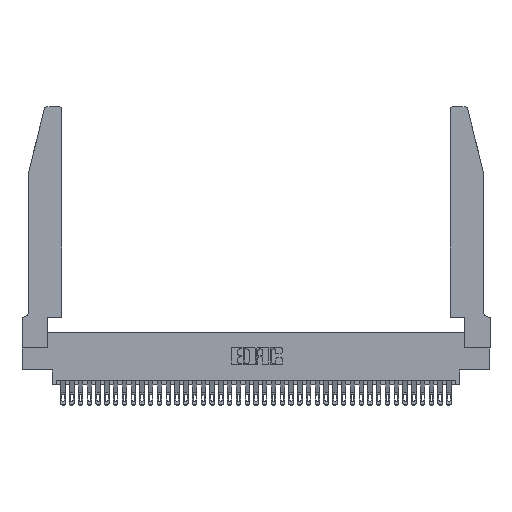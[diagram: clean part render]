
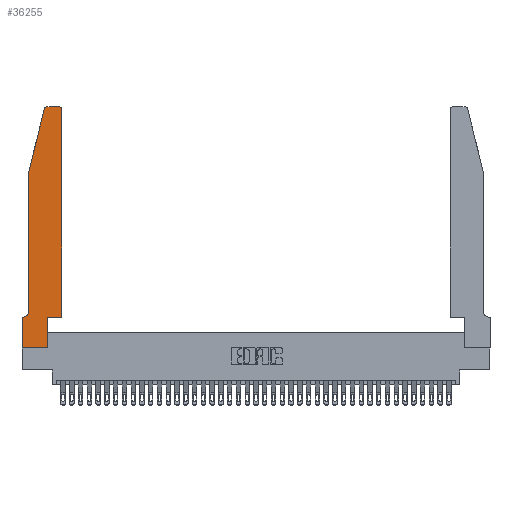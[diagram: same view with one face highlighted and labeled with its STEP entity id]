
A CAD part, top view. The second image highlights one B-rep face of the part: STEP entity #36255.
In plain terms, the highlighted planar face has unit normal (0, 0, 1).
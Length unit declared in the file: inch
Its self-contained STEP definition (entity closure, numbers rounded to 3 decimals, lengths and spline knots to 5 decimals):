
#1111 = CARTESIAN_POINT ( 'NONE',  ( 0.0755, 2., 0.37 ) ) ;
#1119 = LINE ( 'NONE', #26342, #16728 ) ;
#1299 = VERTEX_POINT ( 'NONE', #33539 ) ;
#1302 = EDGE_CURVE ( 'NONE', #13110, #36330, #17749, .T. ) ;
#1679 = ORIENTED_EDGE ( 'NONE', *, *, #5637, .T. ) ;
#1770 = DIRECTION ( 'NONE',  ( 0., 0., 1. ) ) ;
#2363 = CIRCLE ( 'NONE', #37001, 0.03 ) ;
#2374 = CARTESIAN_POINT ( 'NONE',  ( 0.0755, 2., 0.37 ) ) ;
#4135 = CARTESIAN_POINT ( 'NONE',  ( 0.2865, 0., 0.37 ) ) ;
#4360 = ORIENTED_EDGE ( 'NONE', *, *, #4764, .T. ) ;
#4764 = EDGE_CURVE ( 'NONE', #15464, #6941, #25240, .T. ) ;
#4781 = PLANE ( 'NONE',  #24553 ) ;
#5186 = CIRCLE ( 'NONE', #24489, 0.07 ) ;
#5212 = EDGE_CURVE ( 'NONE', #23174, #1299, #9747, .T. ) ;
#5253 = DIRECTION ( 'NONE',  ( 0., 0., 1. ) ) ;
#5637 = EDGE_CURVE ( 'NONE', #1299, #38363, #2363, .T. ) ;
#5752 = DIRECTION ( 'NONE',  ( 0., -1., 0. ) ) ;
#6130 = CARTESIAN_POINT ( 'NONE',  ( 0.4505, 0.35, 0.37 ) ) ;
#6162 = CARTESIAN_POINT ( 'NONE',  ( 0.25487, 2.72718, 0.37 ) ) ;
#6653 = VERTEX_POINT ( 'NONE', #25435 ) ;
#6731 = VERTEX_POINT ( 'NONE', #1111 ) ;
#6940 = LINE ( 'NONE', #30393, #22451 ) ;
#6941 = VERTEX_POINT ( 'NONE', #39177 ) ;
#9282 = ORIENTED_EDGE ( 'NONE', *, *, #12648, .T. ) ;
#9360 = ORIENTED_EDGE ( 'NONE', *, *, #31572, .T. ) ;
#9747 = LINE ( 'NONE', #12695, #16984 ) ;
#9823 = VECTOR ( 'NONE', #37392, 39.37008 ) ;
#10497 = ORIENTED_EDGE ( 'NONE', *, *, #22330, .T. ) ;
#10799 = LINE ( 'NONE', #12708, #9823 ) ;
#11705 = EDGE_CURVE ( 'NONE', #13532, #28842, #15708, .T. ) ;
#12164 = DIRECTION ( 'NONE',  ( 0., 0., 1. ) ) ;
#12648 = EDGE_CURVE ( 'NONE', #28842, #15464, #13697, .T. ) ;
#12695 = CARTESIAN_POINT ( 'NONE',  ( 0.2605, 2.75, 0.37 ) ) ;
#12708 = CARTESIAN_POINT ( 'NONE',  ( 0.0755, 0.35, 0.37 ) ) ;
#13110 = VERTEX_POINT ( 'NONE', #17669 ) ;
#13532 = VERTEX_POINT ( 'NONE', #4135 ) ;
#13608 = VERTEX_POINT ( 'NONE', #16927 ) ;
#13697 = LINE ( 'NONE', #6130, #30155 ) ;
#14166 = CARTESIAN_POINT ( 'NONE',  ( 0.0055, 0.42, 0.37 ) ) ;
#14648 = ORIENTED_EDGE ( 'NONE', *, *, #25676, .T. ) ;
#15464 = VERTEX_POINT ( 'NONE', #26787 ) ;
#15576 = EDGE_CURVE ( 'NONE', #38363, #6731, #29801, .T. ) ;
#15708 = LINE ( 'NONE', #33014, #22919 ) ;
#15775 = DIRECTION ( 'NONE',  ( -1., 0., 0. ) ) ;
#16728 = VECTOR ( 'NONE', #29490, 39.37008 ) ;
#16794 = ORIENTED_EDGE ( 'NONE', *, *, #29976, .T. ) ;
#16927 = CARTESIAN_POINT ( 'NONE',  ( 0.0055, 0.35, 0.37 ) ) ;
#16984 = VECTOR ( 'NONE', #15775, 39.37008 ) ;
#17023 = VECTOR ( 'NONE', #19845, 39.37008 ) ;
#17279 = DIRECTION ( 'NONE',  ( -1., 0., 0. ) ) ;
#17669 = CARTESIAN_POINT ( 'NONE',  ( 0., 0.35, 0.37 ) ) ;
#17749 = LINE ( 'NONE', #24306, #25922 ) ;
#17891 = DIRECTION ( 'NONE',  ( -0.239, -0.971, 0. ) ) ;
#18648 = ORIENTED_EDGE ( 'NONE', *, *, #15576, .T. ) ;
#19428 = ORIENTED_EDGE ( 'NONE', *, *, #24220, .T. ) ;
#19845 = DIRECTION ( 'NONE',  ( 0., 1., 0. ) ) ;
#20404 = CARTESIAN_POINT ( 'NONE',  ( 0., 0.35, 0.37 ) ) ;
#22330 = EDGE_CURVE ( 'NONE', #6653, #13608, #5186, .T. ) ;
#22451 = VECTOR ( 'NONE', #33492, 39.37008 ) ;
#22919 = VECTOR ( 'NONE', #36093, 39.37008 ) ;
#23174 = VERTEX_POINT ( 'NONE', #30492 ) ;
#23477 = DIRECTION ( 'NONE',  ( 1., 0., 0. ) ) ;
#23746 = ORIENTED_EDGE ( 'NONE', *, *, #5212, .T. ) ;
#23810 = CARTESIAN_POINT ( 'NONE',  ( 0.284, 2.72, 0.37 ) ) ;
#24007 = AXIS2_PLACEMENT_3D ( 'NONE', #30669, #12164, #33779 ) ;
#24220 = EDGE_CURVE ( 'NONE', #6941, #23174, #32189, .T. ) ;
#24306 = CARTESIAN_POINT ( 'NONE',  ( 0., 0., 0.37 ) ) ;
#24489 = AXIS2_PLACEMENT_3D ( 'NONE', #14166, #35773, #17279 ) ;
#24553 = AXIS2_PLACEMENT_3D ( 'NONE', #20404, #1770, #23477 ) ;
#25240 = LINE ( 'NONE', #32154, #17023 ) ;
#25435 = CARTESIAN_POINT ( 'NONE',  ( 0.0755, 0.42, 0.37 ) ) ;
#25676 = EDGE_CURVE ( 'NONE', #36330, #13532, #6940, .T. ) ;
#25922 = VECTOR ( 'NONE', #5752, 39.37008 ) ;
#26342 = CARTESIAN_POINT ( 'NONE',  ( 0.0755, 2., 0.37 ) ) ;
#26787 = CARTESIAN_POINT ( 'NONE',  ( 0.4505, 0.35, 0.37 ) ) ;
#26946 = DIRECTION ( 'NONE',  ( 1., 0., 0. ) ) ;
#27815 = DIRECTION ( 'NONE',  ( 1., 0., 0. ) ) ;
#28842 = VERTEX_POINT ( 'NONE', #39526 ) ;
#29490 = DIRECTION ( 'NONE',  ( 0., -1., 0. ) ) ;
#29801 = LINE ( 'NONE', #2374, #37987 ) ;
#29976 = EDGE_CURVE ( 'NONE', #6731, #6653, #1119, .T. ) ;
#30155 = VECTOR ( 'NONE', #27815, 39.37008 ) ;
#30393 = CARTESIAN_POINT ( 'NONE',  ( 0., 0., 0.37 ) ) ;
#30492 = CARTESIAN_POINT ( 'NONE',  ( 0.4205, 2.75, 0.37 ) ) ;
#30669 = CARTESIAN_POINT ( 'NONE',  ( 0.4205, 2.72, 0.37 ) ) ;
#31572 = EDGE_CURVE ( 'NONE', #13608, #13110, #10799, .T. ) ;
#31847 = ORIENTED_EDGE ( 'NONE', *, *, #1302, .T. ) ;
#32154 = CARTESIAN_POINT ( 'NONE',  ( 0.4505, 0.35, 0.37 ) ) ;
#32189 = CIRCLE ( 'NONE', #24007, 0.03 ) ;
#33014 = CARTESIAN_POINT ( 'NONE',  ( 0.2865, 0.35, 0.37 ) ) ;
#33492 = DIRECTION ( 'NONE',  ( 1., 0., 0. ) ) ;
#33539 = CARTESIAN_POINT ( 'NONE',  ( 0.284, 2.75, 0.37 ) ) ;
#33779 = DIRECTION ( 'NONE',  ( 1., 0., 0. ) ) ;
#34527 = EDGE_LOOP ( 'NONE', ( #23746, #1679, #18648, #16794, #10497, #9360, #31847, #14648, #39673, #9282, #4360, #19428 ) ) ;
#35773 = DIRECTION ( 'NONE',  ( 0., 0., -1. ) ) ;
#36093 = DIRECTION ( 'NONE',  ( 0., 1., 0. ) ) ;
#36195 = CARTESIAN_POINT ( 'NONE',  ( 0., 0., 0.37 ) ) ;
#36255 = ADVANCED_FACE ( 'NONE', ( #38184 ), #4781, .T. ) ;
#36330 = VERTEX_POINT ( 'NONE', #36195 ) ;
#37001 = AXIS2_PLACEMENT_3D ( 'NONE', #23810, #5253, #26946 ) ;
#37392 = DIRECTION ( 'NONE',  ( -1., 0., 0. ) ) ;
#37987 = VECTOR ( 'NONE', #17891, 39.37008 ) ;
#38184 = FACE_OUTER_BOUND ( 'NONE', #34527, .T. ) ;
#38363 = VERTEX_POINT ( 'NONE', #6162 ) ;
#39177 = CARTESIAN_POINT ( 'NONE',  ( 0.4505, 2.72, 0.37 ) ) ;
#39526 = CARTESIAN_POINT ( 'NONE',  ( 0.2865, 0.35, 0.37 ) ) ;
#39673 = ORIENTED_EDGE ( 'NONE', *, *, #11705, .T. ) ;
